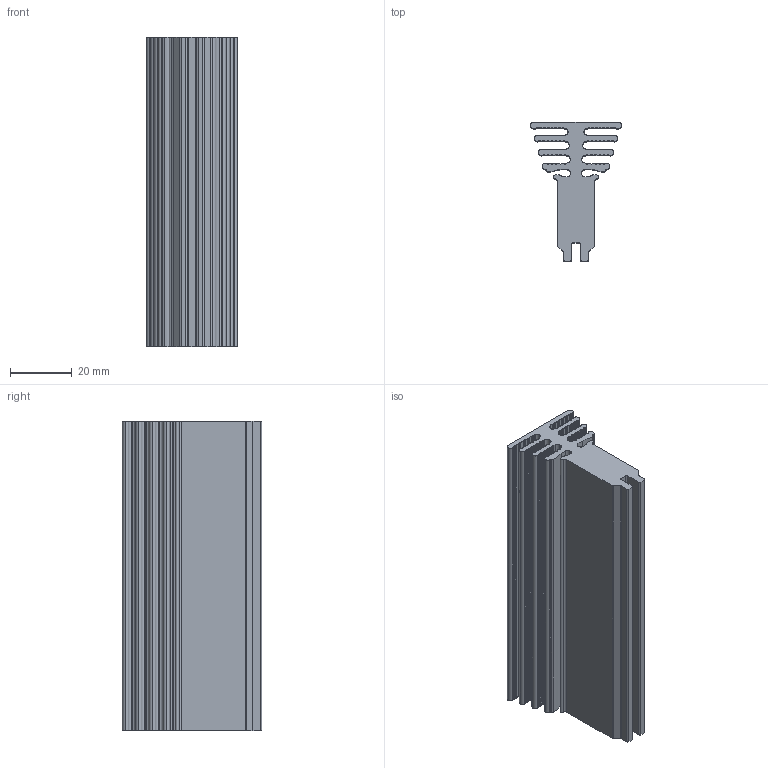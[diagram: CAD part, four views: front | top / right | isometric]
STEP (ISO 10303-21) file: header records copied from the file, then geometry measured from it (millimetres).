
FILE_DESCRIPTION (( 'STEP AP214' ), '1' );
FILE_NAME ('Fischer_SK_489_100.STEP', '2022-11-29T08:06:23', ( '' ), ( '' ), 'SwSTEP 2.0', 'SolidWorks 2022', '' );
FILE_SCHEMA (( 'AUTOMOTIVE_DESIGN' ));
Length unit declared in the file: millimetre
Products named in the file (1): Fischer_SK_489_100
Bounding box: 29.4 x 45 x 100 mm (x, y, z)
Volume: 53666.9 mm3; surface area: 30324.1 mm2
Topology: 1 solids, 1 shells, 386 faces, 1152 edges, 768 vertices
Faces by surface type: cylinder 224, plane 156, bspline 6
Entity records: 13240 total; most frequent: CARTESIAN_POINT 2417, DIRECTION 2350, ORIENTED_EDGE 2304, EDGE_CURVE 1152, AXIS2_PLACEMENT_3D 829, VERTEX_POINT 768, VECTOR 692, LINE 692
